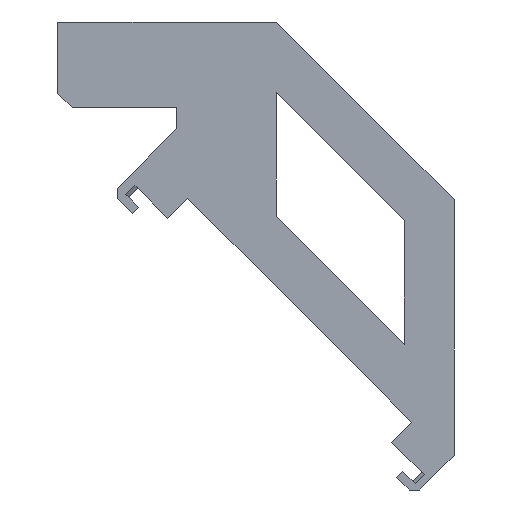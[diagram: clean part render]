
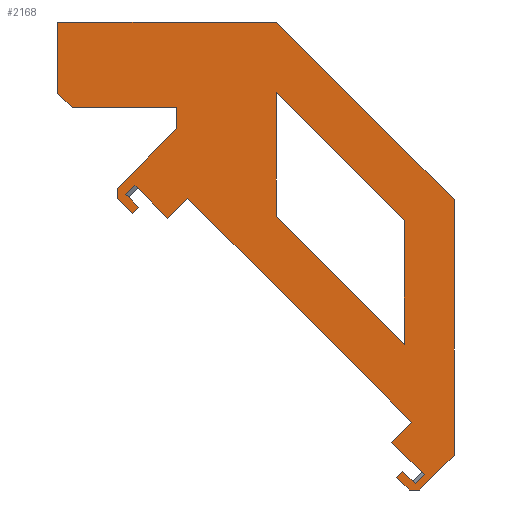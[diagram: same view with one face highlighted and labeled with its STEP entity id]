
A CAD part, front view. The second image highlights one B-rep face of the part: STEP entity #2168.
In plain terms, the highlighted planar face has unit normal (0, -1, 0).
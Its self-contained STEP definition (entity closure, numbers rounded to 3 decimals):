
#38=FACE_BOUND('',#330,.T.);
#100=PLANE('',#2298);
#211=FACE_OUTER_BOUND('',#329,.T.);
#329=EDGE_LOOP('',(#1921,#1922,#1923,#1924,#1925,#1926,#1927,#1928,#1929,
#1930,#1931,#1932,#1933,#1934,#1935,#1936,#1937,#1938,#1939,#1940,#1941,
#1942,#1943,#1944));
#330=EDGE_LOOP('',(#1945,#1946,#1947,#1948));
#604=LINE('',#3540,#868);
#607=LINE('',#3545,#871);
#609=LINE('',#3549,#873);
#611=LINE('',#3552,#875);
#613=LINE('',#3558,#877);
#616=LINE('',#3564,#880);
#617=LINE('',#3566,#881);
#618=LINE('',#3568,#882);
#619=LINE('',#3570,#883);
#620=LINE('',#3572,#884);
#621=LINE('',#3574,#885);
#622=LINE('',#3576,#886);
#623=LINE('',#3578,#887);
#624=LINE('',#3580,#888);
#625=LINE('',#3582,#889);
#626=LINE('',#3584,#890);
#627=LINE('',#3586,#891);
#628=LINE('',#3588,#892);
#629=LINE('',#3590,#893);
#630=LINE('',#3592,#894);
#631=LINE('',#3594,#895);
#632=LINE('',#3596,#896);
#633=LINE('',#3598,#897);
#634=LINE('',#3600,#898);
#635=LINE('',#3602,#899);
#636=LINE('',#3604,#900);
#637=LINE('',#3606,#901);
#638=LINE('',#3607,#902);
#868=VECTOR('',#2673,10.);
#871=VECTOR('',#2678,10.);
#873=VECTOR('',#2682,10.);
#875=VECTOR('',#2686,10.);
#877=VECTOR('',#2690,10.);
#880=VECTOR('',#2695,10.);
#881=VECTOR('',#2696,10.);
#882=VECTOR('',#2697,10.);
#883=VECTOR('',#2698,10.);
#884=VECTOR('',#2699,10.);
#885=VECTOR('',#2700,10.);
#886=VECTOR('',#2701,10.);
#887=VECTOR('',#2702,10.);
#888=VECTOR('',#2703,10.);
#889=VECTOR('',#2704,10.);
#890=VECTOR('',#2705,10.);
#891=VECTOR('',#2706,10.);
#892=VECTOR('',#2707,10.);
#893=VECTOR('',#2708,10.);
#894=VECTOR('',#2709,10.);
#895=VECTOR('',#2710,10.);
#896=VECTOR('',#2711,10.);
#897=VECTOR('',#2712,10.);
#898=VECTOR('',#2713,10.);
#899=VECTOR('',#2714,10.);
#900=VECTOR('',#2715,10.);
#901=VECTOR('',#2716,10.);
#902=VECTOR('',#2717,10.);
#1108=VERTEX_POINT('',#3538);
#1109=VERTEX_POINT('',#3539);
#1110=VERTEX_POINT('',#3544);
#1111=VERTEX_POINT('',#3548);
#1113=VERTEX_POINT('',#3555);
#1114=VERTEX_POINT('',#3557);
#1116=VERTEX_POINT('',#3563);
#1117=VERTEX_POINT('',#3565);
#1118=VERTEX_POINT('',#3567);
#1119=VERTEX_POINT('',#3569);
#1120=VERTEX_POINT('',#3571);
#1121=VERTEX_POINT('',#3573);
#1122=VERTEX_POINT('',#3575);
#1123=VERTEX_POINT('',#3577);
#1124=VERTEX_POINT('',#3579);
#1125=VERTEX_POINT('',#3581);
#1126=VERTEX_POINT('',#3583);
#1127=VERTEX_POINT('',#3585);
#1128=VERTEX_POINT('',#3587);
#1129=VERTEX_POINT('',#3589);
#1130=VERTEX_POINT('',#3591);
#1131=VERTEX_POINT('',#3593);
#1132=VERTEX_POINT('',#3595);
#1133=VERTEX_POINT('',#3597);
#1134=VERTEX_POINT('',#3599);
#1135=VERTEX_POINT('',#3601);
#1136=VERTEX_POINT('',#3603);
#1137=VERTEX_POINT('',#3605);
#1388=EDGE_CURVE('',#1108,#1109,#604,.T.);
#1391=EDGE_CURVE('',#1109,#1110,#607,.T.);
#1393=EDGE_CURVE('',#1110,#1111,#609,.T.);
#1395=EDGE_CURVE('',#1111,#1108,#611,.T.);
#1397=EDGE_CURVE('',#1113,#1114,#613,.T.);
#1400=EDGE_CURVE('',#1114,#1116,#616,.T.);
#1401=EDGE_CURVE('',#1117,#1113,#617,.T.);
#1402=EDGE_CURVE('',#1118,#1117,#618,.T.);
#1403=EDGE_CURVE('',#1119,#1118,#619,.T.);
#1404=EDGE_CURVE('',#1120,#1119,#620,.T.);
#1405=EDGE_CURVE('',#1121,#1120,#621,.T.);
#1406=EDGE_CURVE('',#1122,#1121,#622,.T.);
#1407=EDGE_CURVE('',#1123,#1122,#623,.T.);
#1408=EDGE_CURVE('',#1124,#1123,#624,.T.);
#1409=EDGE_CURVE('',#1125,#1124,#625,.T.);
#1410=EDGE_CURVE('',#1126,#1125,#626,.T.);
#1411=EDGE_CURVE('',#1127,#1126,#627,.T.);
#1412=EDGE_CURVE('',#1128,#1127,#628,.T.);
#1413=EDGE_CURVE('',#1129,#1128,#629,.T.);
#1414=EDGE_CURVE('',#1130,#1129,#630,.T.);
#1415=EDGE_CURVE('',#1131,#1130,#631,.T.);
#1416=EDGE_CURVE('',#1132,#1131,#632,.T.);
#1417=EDGE_CURVE('',#1133,#1132,#633,.T.);
#1418=EDGE_CURVE('',#1134,#1133,#634,.T.);
#1419=EDGE_CURVE('',#1135,#1134,#635,.T.);
#1420=EDGE_CURVE('',#1136,#1135,#636,.T.);
#1421=EDGE_CURVE('',#1137,#1136,#637,.T.);
#1422=EDGE_CURVE('',#1116,#1137,#638,.T.);
#1921=ORIENTED_EDGE('',*,*,#1400,.F.);
#1922=ORIENTED_EDGE('',*,*,#1397,.F.);
#1923=ORIENTED_EDGE('',*,*,#1401,.F.);
#1924=ORIENTED_EDGE('',*,*,#1402,.F.);
#1925=ORIENTED_EDGE('',*,*,#1403,.F.);
#1926=ORIENTED_EDGE('',*,*,#1404,.F.);
#1927=ORIENTED_EDGE('',*,*,#1405,.F.);
#1928=ORIENTED_EDGE('',*,*,#1406,.F.);
#1929=ORIENTED_EDGE('',*,*,#1407,.F.);
#1930=ORIENTED_EDGE('',*,*,#1408,.F.);
#1931=ORIENTED_EDGE('',*,*,#1409,.F.);
#1932=ORIENTED_EDGE('',*,*,#1410,.F.);
#1933=ORIENTED_EDGE('',*,*,#1411,.F.);
#1934=ORIENTED_EDGE('',*,*,#1412,.F.);
#1935=ORIENTED_EDGE('',*,*,#1413,.F.);
#1936=ORIENTED_EDGE('',*,*,#1414,.F.);
#1937=ORIENTED_EDGE('',*,*,#1415,.F.);
#1938=ORIENTED_EDGE('',*,*,#1416,.F.);
#1939=ORIENTED_EDGE('',*,*,#1417,.F.);
#1940=ORIENTED_EDGE('',*,*,#1418,.F.);
#1941=ORIENTED_EDGE('',*,*,#1419,.F.);
#1942=ORIENTED_EDGE('',*,*,#1420,.F.);
#1943=ORIENTED_EDGE('',*,*,#1421,.F.);
#1944=ORIENTED_EDGE('',*,*,#1422,.F.);
#1945=ORIENTED_EDGE('',*,*,#1393,.T.);
#1946=ORIENTED_EDGE('',*,*,#1395,.T.);
#1947=ORIENTED_EDGE('',*,*,#1388,.T.);
#1948=ORIENTED_EDGE('',*,*,#1391,.T.);
#2168=ADVANCED_FACE('',(#211,#38),#100,.F.);
#2298=AXIS2_PLACEMENT_3D('',#3562,#2693,#2694);
#2673=DIRECTION('',(0.,0.,-1.));
#2678=DIRECTION('',(-0.707,0.,0.707));
#2682=DIRECTION('',(0.,0.,1.));
#2686=DIRECTION('',(0.707,0.,-0.707));
#2690=DIRECTION('',(0.707,0.,0.707));
#2693=DIRECTION('center_axis',(0.,1.,0.));
#2694=DIRECTION('ref_axis',(0.,0.,1.));
#2695=DIRECTION('',(-0.707,0.,0.707));
#2696=DIRECTION('',(0.707,0.,-0.707));
#2697=DIRECTION('',(0.707,0.,0.707));
#2698=DIRECTION('',(-0.707,0.,0.707));
#2699=DIRECTION('',(-1.,0.,0.));
#2700=DIRECTION('',(-0.707,0.,-0.707));
#2701=DIRECTION('',(0.,0.,-1.));
#2702=DIRECTION('',(0.707,0.,-0.707));
#2703=DIRECTION('',(1.,0.,0.));
#2704=DIRECTION('',(0.,0.,1.));
#2705=DIRECTION('',(-0.707,0.,0.707));
#2706=DIRECTION('',(-1.,0.,0.));
#2707=DIRECTION('',(0.,0.,1.));
#2708=DIRECTION('',(0.707,0.,0.707));
#2709=DIRECTION('',(0.,0.,1.));
#2710=DIRECTION('',(-0.707,0.,0.707));
#2711=DIRECTION('',(-0.707,0.,-0.707));
#2712=DIRECTION('',(0.707,0.,-0.707));
#2713=DIRECTION('',(-0.707,0.,-0.707));
#2714=DIRECTION('',(-0.707,0.,0.707));
#2715=DIRECTION('',(-0.707,0.,-0.707));
#2716=DIRECTION('',(-0.707,0.,0.707));
#2717=DIRECTION('',(0.707,0.,0.707));
#3538=CARTESIAN_POINT('',(36.7,0.,-27.899));
#3539=CARTESIAN_POINT('',(36.7,0.,-45.301));
#3540=CARTESIAN_POINT('',(36.7,0.,-39.272));
#3544=CARTESIAN_POINT('',(18.7,0.,-27.301));
#3545=CARTESIAN_POINT('',(19.473,0.,-28.074));
#3548=CARTESIAN_POINT('',(18.7,0.,-9.899));
#3549=CARTESIAN_POINT('',(18.7,0.,-21.571));
#3552=CARTESIAN_POINT('',(32.823,0.,-24.023));
#3555=CARTESIAN_POINT('',(38.228,0.,-64.931));
#3557=CARTESIAN_POINT('',(39.501,0.,-63.658));
#3558=CARTESIAN_POINT('',(40.555,0.,-62.603));
#3562=CARTESIAN_POINT('Origin',(15.85,0.,-33.243));
#3563=CARTESIAN_POINT('',(34.905,0.,-59.062));
#3564=CARTESIAN_POINT('',(39.147,0.,-63.304));
#3565=CARTESIAN_POINT('',(36.46,0.,-63.163));
#3566=CARTESIAN_POINT('',(36.46,0.,-63.163));
#3567=CARTESIAN_POINT('',(35.612,0.,-64.011));
#3568=CARTESIAN_POINT('',(35.612,0.,-64.011));
#3569=CARTESIAN_POINT('',(37.38,0.,-65.779));
#3570=CARTESIAN_POINT('',(38.087,0.,-66.486));
#3571=CARTESIAN_POINT('',(38.794,0.,-65.779));
#3572=CARTESIAN_POINT('',(26.968,0.,-65.779));
#3573=CARTESIAN_POINT('',(43.7,0.,-60.873));
#3574=CARTESIAN_POINT('',(43.7,0.,-60.873));
#3575=CARTESIAN_POINT('',(43.7,0.,-25.));
#3576=CARTESIAN_POINT('',(43.7,0.,0.));
#3577=CARTESIAN_POINT('',(18.7,0.,0.));
#3578=CARTESIAN_POINT('',(32.548,0.,-13.848));
#3579=CARTESIAN_POINT('',(-12.,0.,0.));
#3580=CARTESIAN_POINT('',(-12.,0.,0.));
#3581=CARTESIAN_POINT('',(-12.,0.,-10.));
#3582=CARTESIAN_POINT('',(-12.,0.,-12.));
#3583=CARTESIAN_POINT('',(-10.,0.,-12.));
#3584=CARTESIAN_POINT('',(1.273,0.,-23.273));
#3585=CARTESIAN_POINT('',(4.7,0.,-12.));
#3586=CARTESIAN_POINT('',(4.7,0.,-12.));
#3587=CARTESIAN_POINT('',(4.7,0.,-15.02));
#3588=CARTESIAN_POINT('',(4.7,0.,-15.02));
#3589=CARTESIAN_POINT('',(-3.633,0.,-23.353));
#3590=CARTESIAN_POINT('',(-4.34,0.,-24.06));
#3591=CARTESIAN_POINT('',(-3.633,0.,-24.767));
#3592=CARTESIAN_POINT('',(-3.633,0.,-28.651));
#3593=CARTESIAN_POINT('',(-1.511,0.,-26.888));
#3594=CARTESIAN_POINT('',(-1.511,0.,-26.888));
#3595=CARTESIAN_POINT('',(-0.663,0.,-26.04));
#3596=CARTESIAN_POINT('',(-0.663,0.,-26.04));
#3597=CARTESIAN_POINT('',(-2.431,0.,-24.272));
#3598=CARTESIAN_POINT('',(-2.077,0.,-24.625));
#3599=CARTESIAN_POINT('',(-1.158,0.,-22.999));
#3600=CARTESIAN_POINT('',(0.533,0.,-21.308));
#3601=CARTESIAN_POINT('',(3.438,0.,-27.595));
#3602=CARTESIAN_POINT('',(3.438,0.,-27.595));
#3603=CARTESIAN_POINT('',(6.267,0.,-24.767));
#3604=CARTESIAN_POINT('',(6.267,0.,-24.767));
#3605=CARTESIAN_POINT('',(37.733,0.,-56.233));
#3606=CARTESIAN_POINT('',(37.733,0.,-56.233));
#3607=CARTESIAN_POINT('',(34.905,0.,-59.062));
